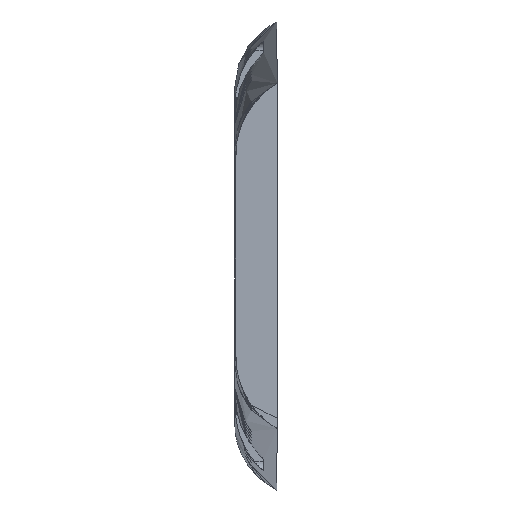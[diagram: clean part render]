
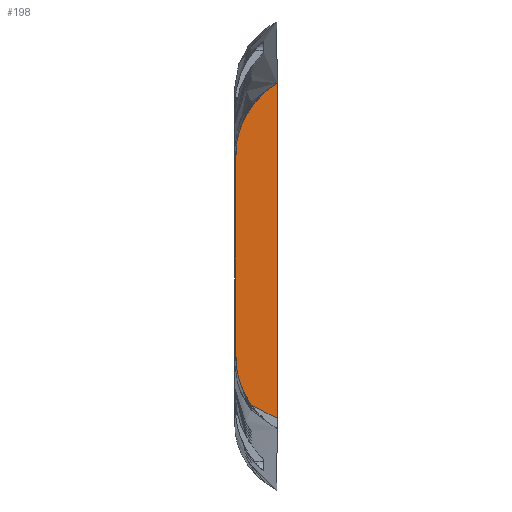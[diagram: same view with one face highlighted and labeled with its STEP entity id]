
A CAD part, front view. The second image highlights one B-rep face of the part: STEP entity #198.
In plain terms, the highlighted planar face has unit normal (0.001, -1, 0.001).
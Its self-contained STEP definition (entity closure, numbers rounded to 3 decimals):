
#198 = ADVANCED_FACE( '', ( #526 ), #527, .F. );
#526 = FACE_OUTER_BOUND( '', #915, .T. );
#527 = PLANE( '', #916 );
#915 = EDGE_LOOP( '', ( #1490, #1491, #1492, #1493, #1494 ) );
#916 = AXIS2_PLACEMENT_3D( '', #1495, #1496, #1497 );
#1490 = ORIENTED_EDGE( '', *, *, #1781, .F. );
#1491 = ORIENTED_EDGE( '', *, *, #1693, .T. );
#1492 = ORIENTED_EDGE( '', *, *, #1764, .F. );
#1493 = ORIENTED_EDGE( '', *, *, #1852, .F. );
#1494 = ORIENTED_EDGE( '', *, *, #1807, .T. );
#1495 = CARTESIAN_POINT( '', ( -204.549, -0.129, -379.299 ) );
#1496 = DIRECTION( '', ( -0.001, 1., -0.001 ) );
#1497 = DIRECTION( '', ( 0., 0.001, 1. ) );
#1693 = EDGE_CURVE( '', #1990, #1988, #1991, .T. );
#1764 = EDGE_CURVE( '', #2111, #1988, #2112, .T. );
#1781 = EDGE_CURVE( '', #1990, #2136, #2137, .F. );
#1807 = EDGE_CURVE( '', #2172, #2136, #2173, .T. );
#1852 = EDGE_CURVE( '', #2172, #2111, #2252, .T. );
#1988 = VERTEX_POINT( '', #3469 );
#1990 = VERTEX_POINT( '', #3474 );
#1991 = B_SPLINE_CURVE_WITH_KNOTS( '', 3, ( #3475, #3476, #3477, #3478, #3479, #3480, #3481, #3482, #3483, #3484, #3485, #3486, #3487, #3488, #3489, #3490, #3491, #3492, #3493, #3494, #3495, #3496, #3497, #3498, #3499 ), .UNSPECIFIED., .F., .F., ( 4, 1, 1, 1, 1, 1, 1, 1, 2, 1, 2, 2, 1, 1, 1, 1, 1, 1, 1, 4 ), ( 0., 0.001, 0.002, 0.003, 0.005, 0.006, 0.007, 0.008, 0.009, 0.01, 0.01, 0.01, 0.01, 0.012, 0.013, 0.014, 0.015, 0.016, 0.017, 0.019 ), .UNSPECIFIED. );
#2111 = VERTEX_POINT( '', #5693 );
#2112 = LINE( '', #5694, #5695 );
#2136 = VERTEX_POINT( '', #5910 );
#2137 = LINE( '', #5911, #5912 );
#2172 = VERTEX_POINT( '', #6134 );
#2173 = B_SPLINE_CURVE_WITH_KNOTS( '', 3, ( #6135, #6136, #6137, #6138, #6139, #6140, #6141, #6142, #6143, #6144, #6145, #6146, #6147, #6148, #6149, #6150, #6151, #6152, #6153, #6154, #6155, #6156, #6157, #6158, #6159, #6160, #6161, #6162, #6163, #6164, #6165, #6166, #6167, #6168, #6169, #6170, #6171, #6172, #6173 ), .UNSPECIFIED., .F., .F., ( 4, 2, 1, 1, 2, 2, 1, 1, 2, 1, 2, 1, 1, 2, 2, 1, 2, 2, 1, 2, 2, 1, 1, 2, 4 ), ( 0., 0.002, 0.004, 0.006, 0.008, 0.01, 0.01, 0.01, 0.01, 0.011, 0.012, 0.014, 0.015, 0.017, 0.019, 0.02, 0.02, 0.02, 0.02, 0.021, 0.023, 0.025, 0.027, 0.029, 0.031 ), .UNSPECIFIED. );
#2252 = LINE( '', #7732, #7733 );
#3469 = CARTESIAN_POINT( '', ( -658.613, -0.002, -52.619 ) );
#3474 = CARTESIAN_POINT( '', ( -664.249, 0.018, -35.071 ) );
#3475 = CARTESIAN_POINT( '', ( -664.249, 0.018, -35.071 ) );
#3476 = CARTESIAN_POINT( '', ( -664.249, 0.018, -35.465 ) );
#3477 = CARTESIAN_POINT( '', ( -664.234, 0.017, -36.249 ) );
#3478 = CARTESIAN_POINT( '', ( -664.165, 0.015, -37.418 ) );
#3479 = CARTESIAN_POINT( '', ( -664.052, 0.014, -38.579 ) );
#3480 = CARTESIAN_POINT( '', ( -663.894, 0.012, -39.732 ) );
#3481 = CARTESIAN_POINT( '', ( -663.692, 0.011, -40.878 ) );
#3482 = CARTESIAN_POINT( '', ( -663.446, 0.009, -42.017 ) );
#3483 = CARTESIAN_POINT( '', ( -663.155, 0.008, -43.148 ) );
#3484 = CARTESIAN_POINT( '', ( -662.931, 0.007, -43.897 ) );
#3485 = CARTESIAN_POINT( '', ( -662.752, 0.007, -44.456 ) );
#3486 = CARTESIAN_POINT( '', ( -662.675, 0.006, -44.689 ) );
#3487 = CARTESIAN_POINT( '', ( -662.595, 0.006, -44.921 ) );
#3488 = CARTESIAN_POINT( '', ( -662.562, 0.006, -45.014 ) );
#3489 = CARTESIAN_POINT( '', ( -662.546, 0.006, -45.061 ) );
#3490 = CARTESIAN_POINT( '', ( -662.497, 0.006, -45.2 ) );
#3491 = CARTESIAN_POINT( '', ( -662.331, 0.005, -45.662 ) );
#3492 = CARTESIAN_POINT( '', ( -662.013, 0.004, -46.485 ) );
#3493 = CARTESIAN_POINT( '', ( -661.549, 0.003, -47.56 ) );
#3494 = CARTESIAN_POINT( '', ( -661.044, 0.002, -48.615 ) );
#3495 = CARTESIAN_POINT( '', ( -660.498, 0.001, -49.648 ) );
#3496 = CARTESIAN_POINT( '', ( -659.913, 0., -50.661 ) );
#3497 = CARTESIAN_POINT( '', ( -659.287, -0.001, -51.652 ) );
#3498 = CARTESIAN_POINT( '', ( -658.842, -0.001, -52.299 ) );
#3499 = CARTESIAN_POINT( '', ( -658.613, -0.002, -52.619 ) );
#5693 = CARTESIAN_POINT( '', ( -649.55, -0.002, -57.237 ) );
#5694 = CARTESIAN_POINT( '', ( -649.55, -0.002, -57.237 ) );
#5695 = VECTOR( '', #7922, 1000. );
#5910 = CARTESIAN_POINT( '', ( -664.249, 0.112, 35.078 ) );
#5911 = CARTESIAN_POINT( '', ( -664.249, 0.065, 0. ) );
#5912 = VECTOR( '', #7942, 1000. );
#6134 = CARTESIAN_POINT( '', ( -649.55, 0.157, 60.952 ) );
#6135 = CARTESIAN_POINT( '', ( -649.55, 0.157, 60.952 ) );
#6136 = CARTESIAN_POINT( '', ( -650.113, 0.156, 60.617 ) );
#6137 = CARTESIAN_POINT( '', ( -650.662, 0.155, 60.266 ) );
#6138 = CARTESIAN_POINT( '', ( -651.732, 0.153, 59.531 ) );
#6139 = CARTESIAN_POINT( '', ( -652.775, 0.152, 58.764 ) );
#6140 = CARTESIAN_POINT( '', ( -654.259, 0.149, 57.518 ) );
#6141 = CARTESIAN_POINT( '', ( -655.193, 0.147, 56.624 ) );
#6142 = CARTESIAN_POINT( '', ( -656.101, 0.145, 55.698 ) );
#6143 = CARTESIAN_POINT( '', ( -656.541, 0.144, 55.219 ) );
#6144 = CARTESIAN_POINT( '', ( -657.021, 0.143, 54.662 ) );
#6145 = CARTESIAN_POINT( '', ( -657.1, 0.143, 54.568 ) );
#6146 = CARTESIAN_POINT( '', ( -657.206, 0.143, 54.443 ) );
#6147 = CARTESIAN_POINT( '', ( -657.258, 0.143, 54.38 ) );
#6148 = CARTESIAN_POINT( '', ( -657.389, 0.142, 54.223 ) );
#6149 = CARTESIAN_POINT( '', ( -657.7, 0.142, 53.844 ) );
#6150 = CARTESIAN_POINT( '', ( -658., 0.141, 53.458 ) );
#6151 = CARTESIAN_POINT( '', ( -658.586, 0.139, 52.679 ) );
#6152 = CARTESIAN_POINT( '', ( -659.332, 0.137, 51.618 ) );
#6153 = CARTESIAN_POINT( '', ( -660.342, 0.135, 49.965 ) );
#6154 = CARTESIAN_POINT( '', ( -660.943, 0.133, 48.821 ) );
#6155 = CARTESIAN_POINT( '', ( -661.509, 0.131, 47.655 ) );
#6156 = CARTESIAN_POINT( '', ( -661.773, 0.13, 47.062 ) );
#6157 = CARTESIAN_POINT( '', ( -662.081, 0.129, 46.307 ) );
#6158 = CARTESIAN_POINT( '', ( -662.172, 0.128, 46.079 ) );
#6159 = CARTESIAN_POINT( '', ( -662.26, 0.128, 45.85 ) );
#6160 = CARTESIAN_POINT( '', ( -662.303, 0.128, 45.736 ) );
#6161 = CARTESIAN_POINT( '', ( -662.318, 0.128, 45.697 ) );
#6162 = CARTESIAN_POINT( '', ( -662.346, 0.127, 45.621 ) );
#6163 = CARTESIAN_POINT( '', ( -662.475, 0.127, 45.276 ) );
#6164 = CARTESIAN_POINT( '', ( -662.597, 0.126, 44.929 ) );
#6165 = CARTESIAN_POINT( '', ( -662.906, 0.125, 44.003 ) );
#6166 = CARTESIAN_POINT( '', ( -663.091, 0.124, 43.382 ) );
#6167 = CARTESIAN_POINT( '', ( -663.42, 0.122, 42.132 ) );
#6168 = CARTESIAN_POINT( '', ( -663.708, 0.12, 40.874 ) );
#6169 = CARTESIAN_POINT( '', ( -664.019, 0.117, 38.966 ) );
#6170 = CARTESIAN_POINT( '', ( -664.144, 0.116, 37.679 ) );
#6171 = CARTESIAN_POINT( '', ( -664.228, 0.114, 36.384 ) );
#6172 = CARTESIAN_POINT( '', ( -664.249, 0.113, 35.733 ) );
#6173 = CARTESIAN_POINT( '', ( -664.249, 0.112, 35.078 ) );
#7732 = CARTESIAN_POINT( '', ( -649.55, 0.152, 57.237 ) );
#7733 = VECTOR( '', #8042, 1000. );
#7922 = DIRECTION( '', ( -0.891, 0., 0.454 ) );
#7942 = DIRECTION( '', ( 0., -0.001, -1. ) );
#8042 = DIRECTION( '', ( 0., -0.001, -1. ) );
